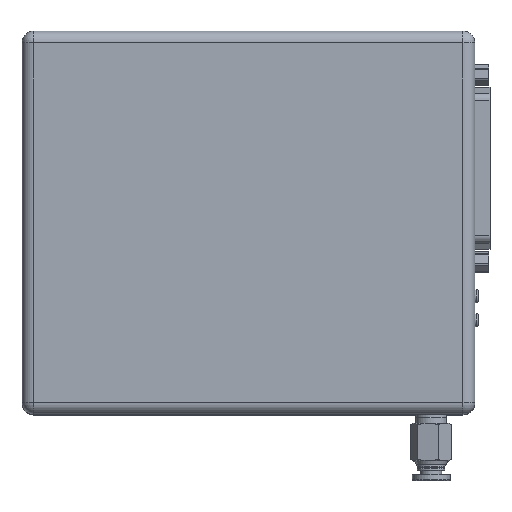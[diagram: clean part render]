
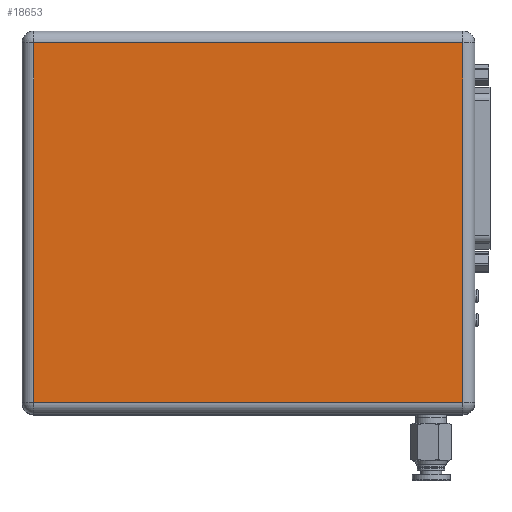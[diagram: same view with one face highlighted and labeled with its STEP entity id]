
A CAD part, top view. The second image highlights one B-rep face of the part: STEP entity #18653.
In plain terms, the highlighted planar face has unit normal (0, 0, 1).
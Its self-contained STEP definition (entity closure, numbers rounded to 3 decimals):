
#1074 = DIRECTION ( 'NONE',  ( -1., 0., 0. ) ) ;
#1232 = EDGE_CURVE ( 'NONE', #20337, #17420, #12789, .T. ) ;
#1280 = EDGE_CURVE ( 'NONE', #5218, #20337, #6711, .T. ) ;
#1687 = VECTOR ( 'NONE', #23587, 1000. ) ;
#3025 = ORIENTED_EDGE ( 'NONE', *, *, #9646, .T. ) ;
#3289 = EDGE_LOOP ( 'NONE', ( #20448, #3025, #13644, #6064 ) ) ;
#3445 = FACE_OUTER_BOUND ( 'NONE', #3289, .T. ) ;
#3695 = EDGE_CURVE ( 'NONE', #11688, #5218, #7158, .T. ) ;
#4131 = CARTESIAN_POINT ( 'NONE',  ( 54., -45.25, 95.4 ) ) ;
#4797 = DIRECTION ( 'NONE',  ( 0., -1., 0. ) ) ;
#5085 = AXIS2_PLACEMENT_3D ( 'NONE', #13708, #23684, #23599 ) ;
#5218 = VERTEX_POINT ( 'NONE', #9900 ) ;
#5319 = CARTESIAN_POINT ( 'NONE',  ( 0., -45.25, 95.4 ) ) ;
#6064 = ORIENTED_EDGE ( 'NONE', *, *, #1280, .T. ) ;
#6711 = LINE ( 'NONE', #13432, #16304 ) ;
#7158 = LINE ( 'NONE', #23487, #20566 ) ;
#9322 = LINE ( 'NONE', #5319, #1687 ) ;
#9646 = EDGE_CURVE ( 'NONE', #17420, #11688, #9322, .T. ) ;
#9900 = CARTESIAN_POINT ( 'NONE',  ( 54., 45.25, 95.4 ) ) ;
#11688 = VERTEX_POINT ( 'NONE', #4131 ) ;
#12789 = LINE ( 'NONE', #22972, #14720 ) ;
#13432 = CARTESIAN_POINT ( 'NONE',  ( 0., 45.25, 95.4 ) ) ;
#13644 = ORIENTED_EDGE ( 'NONE', *, *, #3695, .T. ) ;
#13708 = CARTESIAN_POINT ( 'NONE',  ( 0., 0., 95.4 ) ) ;
#14720 = VECTOR ( 'NONE', #4797, 1000. ) ;
#15742 = DIRECTION ( 'NONE',  ( 0., 1., 0. ) ) ;
#16304 = VECTOR ( 'NONE', #1074, 1000. ) ;
#17420 = VERTEX_POINT ( 'NONE', #21232 ) ;
#17789 = PLANE ( 'NONE',  #5085 ) ;
#18653 = ADVANCED_FACE ( 'NONE', ( #3445 ), #17789, .F. ) ;
#20337 = VERTEX_POINT ( 'NONE', #21073 ) ;
#20448 = ORIENTED_EDGE ( 'NONE', *, *, #1232, .T. ) ;
#20566 = VECTOR ( 'NONE', #15742, 1000. ) ;
#21073 = CARTESIAN_POINT ( 'NONE',  ( -54., 45.25, 95.4 ) ) ;
#21232 = CARTESIAN_POINT ( 'NONE',  ( -54., -45.25, 95.4 ) ) ;
#22972 = CARTESIAN_POINT ( 'NONE',  ( -54., 0., 95.4 ) ) ;
#23487 = CARTESIAN_POINT ( 'NONE',  ( 54., 0., 95.4 ) ) ;
#23587 = DIRECTION ( 'NONE',  ( 1., 0., 0. ) ) ;
#23599 = DIRECTION ( 'NONE',  ( 1., 0., 0. ) ) ;
#23684 = DIRECTION ( 'NONE',  ( 0., 0., -1. ) ) ;
